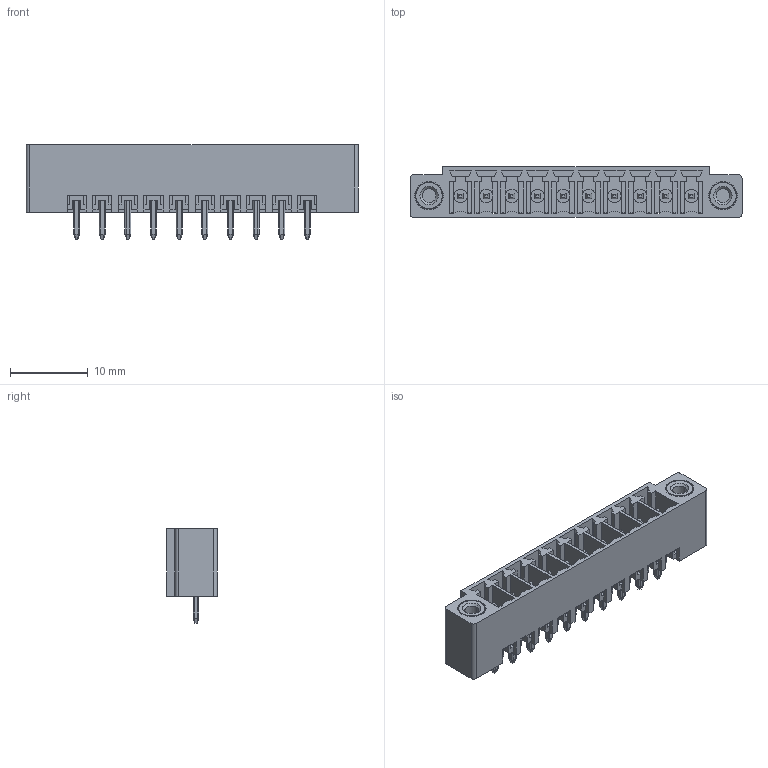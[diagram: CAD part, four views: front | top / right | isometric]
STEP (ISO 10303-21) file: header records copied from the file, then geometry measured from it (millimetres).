
FILE_DESCRIPTION( ('This file contains a STEP AP42 implementation' ,'as created by ZW3D STEP Interface translator.') ,'2;1' );
FILE_NAME( 'PM350-1S10ASM2.stp' ,'231123.161035', (''), ('ZWCAD Software Co.'), 'Version 1.0', 'ZW3D to STEP translator', '' );
FILE_SCHEMA(('AUTOMOTIVE_DESIGN { 1 0 10303 214 1 1 1 1 }'));
Length unit declared in the file: millimetre
Products named in the file (2): 0; PM350-1S10ASM2
Bounding box: 42.84 x 6.52 x 12.2 mm (x, y, z)
Volume: 1264.9 mm3; surface area: 3906.1 mm2
Topology: 13 solids, 15 shells, 1918 faces, 5176 edges, 3240 vertices
Faces by surface type: plane 1191, cylinder 386, torus 240, bspline 89, cone 12
Full cylindrical faces by diameter (mm): 0.531 x1, 1.135 x1
Entity records: 64454 total; most frequent: CARTESIAN_POINT 15756, ORIENTED_EDGE 10264, DIRECTION 8962, EDGE_CURVE 5136, VECTOR 3574, LINE 3574, VERTEX_POINT 3240, AXIS2_PLACEMENT_3D 2694
